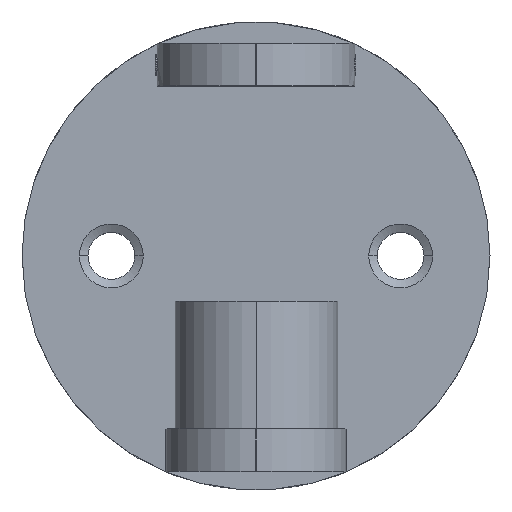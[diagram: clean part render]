
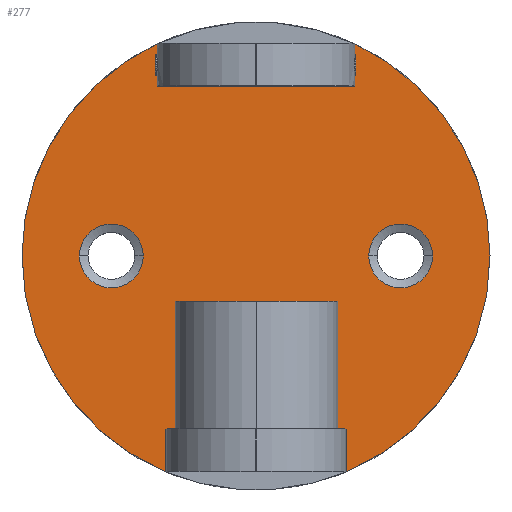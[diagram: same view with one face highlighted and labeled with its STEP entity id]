
A CAD part, top view. The second image highlights one B-rep face of the part: STEP entity #277.
In plain terms, the highlighted planar face has unit normal (0, 0, 1).
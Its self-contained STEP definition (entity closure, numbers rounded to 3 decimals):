
#26 = ORIENTED_EDGE ( 'NONE', *, *, #470, .T. ) ;
#91 = DIRECTION ( 'NONE',  ( 0., 0., 1. ) ) ;
#118 = AXIS2_PLACEMENT_3D ( 'NONE', #525, #1827, #1665 ) ;
#123 = DIRECTION ( 'NONE',  ( 0., 0., -1. ) ) ;
#185 = PLANE ( 'NONE',  #1631 ) ;
#209 = VECTOR ( 'NONE', #1229, 1000. ) ;
#210 = VERTEX_POINT ( 'NONE', #2015 ) ;
#243 = AXIS2_PLACEMENT_3D ( 'NONE', #1978, #1452, #2327 ) ;
#274 = LINE ( 'NONE', #2139, #736 ) ;
#277 = ADVANCED_FACE ( 'NONE', ( #1115, #2392, #1857 ), #185, .T. ) ;
#295 = DIRECTION ( 'NONE',  ( 1., 0., 0. ) ) ;
#333 = DIRECTION ( 'NONE',  ( 0., 0., 1. ) ) ;
#360 = CARTESIAN_POINT ( 'NONE',  ( 21.2, -50.75, 8. ) ) ;
#429 = ORIENTED_EDGE ( 'NONE', *, *, #1551, .F. ) ;
#470 = EDGE_CURVE ( 'NONE', #1186, #1054, #1296, .T. ) ;
#471 = DIRECTION ( 'NONE',  ( 1., 0., 0. ) ) ;
#485 = AXIS2_PLACEMENT_3D ( 'NONE', #1396, #2130, #1767 ) ;
#489 = CARTESIAN_POINT ( 'NONE',  ( -23.2, 49.867, 8. ) ) ;
#495 = VERTEX_POINT ( 'NONE', #734 ) ;
#498 = LINE ( 'NONE', #1044, #1758 ) ;
#523 = CARTESIAN_POINT ( 'NONE',  ( -41.5, 0., 8. ) ) ;
#525 = CARTESIAN_POINT ( 'NONE',  ( -34., 0., 8. ) ) ;
#529 = CARTESIAN_POINT ( 'NONE',  ( 0., 0., 8. ) ) ;
#549 = LINE ( 'NONE', #1660, #2265 ) ;
#553 = CIRCLE ( 'NONE', #1912, 55. ) ;
#561 = EDGE_CURVE ( 'NONE', #793, #1152, #549, .T. ) ;
#626 = CARTESIAN_POINT ( 'NONE',  ( 23.2, 49.867, 8. ) ) ;
#672 = ORIENTED_EDGE ( 'NONE', *, *, #1277, .T. ) ;
#680 = CIRCLE ( 'NONE', #1997, 7.5 ) ;
#726 = ORIENTED_EDGE ( 'NONE', *, *, #1210, .T. ) ;
#734 = CARTESIAN_POINT ( 'NONE',  ( -21.2, -50.75, 8. ) ) ;
#736 = VECTOR ( 'NONE', #1586, 1000. ) ;
#777 = CIRCLE ( 'NONE', #1897, 7.5 ) ;
#793 = VERTEX_POINT ( 'NONE', #956 ) ;
#804 = EDGE_CURVE ( 'NONE', #1054, #210, #553, .T. ) ;
#825 = EDGE_CURVE ( 'NONE', #2262, #1007, #680, .T. ) ;
#826 = ORIENTED_EDGE ( 'NONE', *, *, #561, .F. ) ;
#829 = LINE ( 'NONE', #626, #2106 ) ;
#837 = DIRECTION ( 'NONE',  ( 1., 0., 0. ) ) ;
#908 = CARTESIAN_POINT ( 'NONE',  ( 26.5, 0., 8. ) ) ;
#910 = DIRECTION ( 'NONE',  ( 0., 0., -1. ) ) ;
#948 = DIRECTION ( 'NONE',  ( 1., 0., 0. ) ) ;
#956 = CARTESIAN_POINT ( 'NONE',  ( 21.2, -40.75, 8. ) ) ;
#959 = EDGE_CURVE ( 'NONE', #2040, #2110, #2161, .T. ) ;
#988 = CIRCLE ( 'NONE', #2337, 55. ) ;
#992 = VERTEX_POINT ( 'NONE', #523 ) ;
#1007 = VERTEX_POINT ( 'NONE', #908 ) ;
#1025 = VECTOR ( 'NONE', #2058, 1000. ) ;
#1033 = CARTESIAN_POINT ( 'NONE',  ( -26.5, 0., 8. ) ) ;
#1044 = CARTESIAN_POINT ( 'NONE',  ( -23.2, 39.867, 8. ) ) ;
#1054 = VERTEX_POINT ( 'NONE', #1509 ) ;
#1115 = FACE_BOUND ( 'NONE', #1657, .T. ) ;
#1116 = CARTESIAN_POINT ( 'NONE',  ( -21.2, -40.75, 8. ) ) ;
#1152 = VERTEX_POINT ( 'NONE', #1116 ) ;
#1186 = VERTEX_POINT ( 'NONE', #360 ) ;
#1210 = EDGE_CURVE ( 'NONE', #1007, #2262, #777, .T. ) ;
#1217 = VERTEX_POINT ( 'NONE', #1033 ) ;
#1220 = DIRECTION ( 'NONE',  ( 1., 0., 0. ) ) ;
#1229 = DIRECTION ( 'NONE',  ( 0., -1., 0. ) ) ;
#1233 = CARTESIAN_POINT ( 'NONE',  ( -55., 0., 8. ) ) ;
#1237 = ORIENTED_EDGE ( 'NONE', *, *, #825, .T. ) ;
#1244 = EDGE_CURVE ( 'NONE', #2040, #1249, #1471, .T. ) ;
#1247 = CARTESIAN_POINT ( 'NONE',  ( -23.2, 39.867, 8. ) ) ;
#1249 = VERTEX_POINT ( 'NONE', #1233 ) ;
#1251 = CIRCLE ( 'NONE', #118, 7.5 ) ;
#1276 = DIRECTION ( 'NONE',  ( -1., 0., 0. ) ) ;
#1277 = EDGE_CURVE ( 'NONE', #1249, #495, #988, .T. ) ;
#1296 = CIRCLE ( 'NONE', #243, 55. ) ;
#1339 = CARTESIAN_POINT ( 'NONE',  ( -23.2, 49.867, 8. ) ) ;
#1340 = CARTESIAN_POINT ( 'NONE',  ( 21.2, -40.75, 8. ) ) ;
#1365 = DIRECTION ( 'NONE',  ( 0., 1., 0. ) ) ;
#1396 = CARTESIAN_POINT ( 'NONE',  ( 0., 0., 8. ) ) ;
#1399 = CARTESIAN_POINT ( 'NONE',  ( 41.5, 0., 8. ) ) ;
#1410 = EDGE_CURVE ( 'NONE', #1152, #495, #274, .T. ) ;
#1414 = EDGE_LOOP ( 'NONE', ( #1781, #1651 ) ) ;
#1452 = DIRECTION ( 'NONE',  ( 0., 0., 1. ) ) ;
#1471 = CIRCLE ( 'NONE', #485, 55. ) ;
#1509 = CARTESIAN_POINT ( 'NONE',  ( 55., 0., 8. ) ) ;
#1512 = LINE ( 'NONE', #1340, #1025 ) ;
#1551 = EDGE_CURVE ( 'NONE', #1186, #793, #1512, .T. ) ;
#1579 = ORIENTED_EDGE ( 'NONE', *, *, #1410, .F. ) ;
#1586 = DIRECTION ( 'NONE',  ( 0., -1., 0. ) ) ;
#1620 = DIRECTION ( 'NONE',  ( 1., 0., 0. ) ) ;
#1631 = AXIS2_PLACEMENT_3D ( 'NONE', #1680, #2370, #948 ) ;
#1648 = AXIS2_PLACEMENT_3D ( 'NONE', #1851, #910, #1658 ) ;
#1651 = ORIENTED_EDGE ( 'NONE', *, *, #1923, .T. ) ;
#1657 = EDGE_LOOP ( 'NONE', ( #1237, #726 ) ) ;
#1658 = DIRECTION ( 'NONE',  ( 1., 0., 0. ) ) ;
#1660 = CARTESIAN_POINT ( 'NONE',  ( -21.2, -40.75, 8. ) ) ;
#1665 = DIRECTION ( 'NONE',  ( 1., 0., 0. ) ) ;
#1680 = CARTESIAN_POINT ( 'NONE',  ( 0., 0., 8. ) ) ;
#1688 = ORIENTED_EDGE ( 'NONE', *, *, #2062, .F. ) ;
#1703 = EDGE_LOOP ( 'NONE', ( #26, #1770, #1688, #2346, #2198, #1980, #672, #1579, #826, #429 ) ) ;
#1758 = VECTOR ( 'NONE', #471, 1000. ) ;
#1767 = DIRECTION ( 'NONE',  ( 1., 0., 0. ) ) ;
#1770 = ORIENTED_EDGE ( 'NONE', *, *, #804, .T. ) ;
#1781 = ORIENTED_EDGE ( 'NONE', *, *, #1849, .T. ) ;
#1827 = DIRECTION ( 'NONE',  ( 0., 0., -1. ) ) ;
#1849 = EDGE_CURVE ( 'NONE', #1217, #992, #1251, .T. ) ;
#1851 = CARTESIAN_POINT ( 'NONE',  ( -34., 0., 8. ) ) ;
#1857 = FACE_OUTER_BOUND ( 'NONE', #1703, .T. ) ;
#1897 = AXIS2_PLACEMENT_3D ( 'NONE', #1927, #2319, #837 ) ;
#1912 = AXIS2_PLACEMENT_3D ( 'NONE', #1955, #91, #295 ) ;
#1915 = CIRCLE ( 'NONE', #1648, 7.5 ) ;
#1923 = EDGE_CURVE ( 'NONE', #992, #1217, #1915, .T. ) ;
#1927 = CARTESIAN_POINT ( 'NONE',  ( 34., 0., 8. ) ) ;
#1955 = CARTESIAN_POINT ( 'NONE',  ( 0., 0., 8. ) ) ;
#1975 = CARTESIAN_POINT ( 'NONE',  ( 34., 0., 8. ) ) ;
#1978 = CARTESIAN_POINT ( 'NONE',  ( 0., 0., 8. ) ) ;
#1980 = ORIENTED_EDGE ( 'NONE', *, *, #1244, .T. ) ;
#1997 = AXIS2_PLACEMENT_3D ( 'NONE', #1975, #123, #1620 ) ;
#2015 = CARTESIAN_POINT ( 'NONE',  ( 23.2, 49.867, 8. ) ) ;
#2040 = VERTEX_POINT ( 'NONE', #1339 ) ;
#2058 = DIRECTION ( 'NONE',  ( 0., 1., 0. ) ) ;
#2062 = EDGE_CURVE ( 'NONE', #2159, #210, #829, .T. ) ;
#2106 = VECTOR ( 'NONE', #1365, 1000. ) ;
#2107 = EDGE_CURVE ( 'NONE', #2110, #2159, #498, .T. ) ;
#2110 = VERTEX_POINT ( 'NONE', #1247 ) ;
#2130 = DIRECTION ( 'NONE',  ( 0., 0., 1. ) ) ;
#2139 = CARTESIAN_POINT ( 'NONE',  ( -21.2, -40.75, 8. ) ) ;
#2159 = VERTEX_POINT ( 'NONE', #2334 ) ;
#2161 = LINE ( 'NONE', #489, #209 ) ;
#2198 = ORIENTED_EDGE ( 'NONE', *, *, #959, .F. ) ;
#2262 = VERTEX_POINT ( 'NONE', #1399 ) ;
#2265 = VECTOR ( 'NONE', #1276, 1000. ) ;
#2319 = DIRECTION ( 'NONE',  ( 0., 0., -1. ) ) ;
#2327 = DIRECTION ( 'NONE',  ( 1., 0., 0. ) ) ;
#2334 = CARTESIAN_POINT ( 'NONE',  ( 23.2, 39.867, 8. ) ) ;
#2337 = AXIS2_PLACEMENT_3D ( 'NONE', #529, #333, #1220 ) ;
#2346 = ORIENTED_EDGE ( 'NONE', *, *, #2107, .F. ) ;
#2370 = DIRECTION ( 'NONE',  ( 0., 0., 1. ) ) ;
#2392 = FACE_BOUND ( 'NONE', #1414, .T. ) ;
